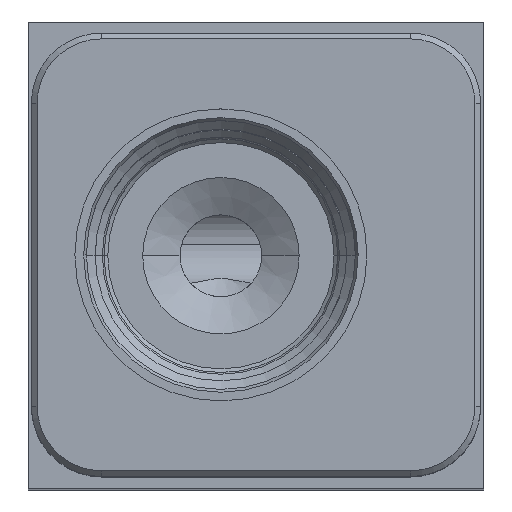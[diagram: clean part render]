
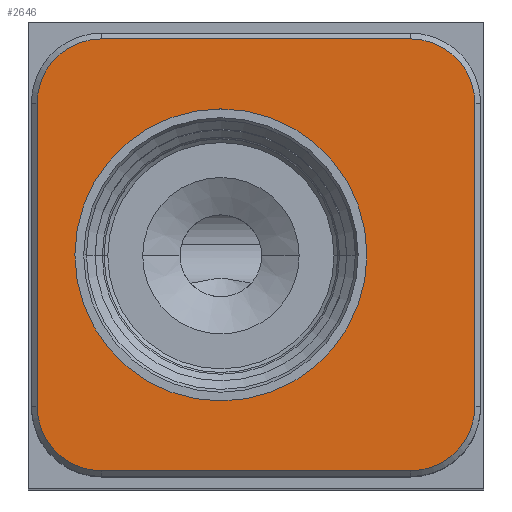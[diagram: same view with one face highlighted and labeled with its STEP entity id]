
A CAD part, top view. The second image highlights one B-rep face of the part: STEP entity #2646.
In plain terms, the highlighted planar face has unit normal (0, 0, 1).
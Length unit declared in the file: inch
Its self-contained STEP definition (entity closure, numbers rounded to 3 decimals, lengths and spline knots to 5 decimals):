
#283=CARTESIAN_POINT('',(2.047,-2.062,5.094));
#284=DIRECTION('',(0.,0.,-1.));
#285=DIRECTION('',(1.,0.,0.));
#286=AXIS2_PLACEMENT_3D('',#283,#284,#285);
#297=CARTESIAN_POINT('',(1.031,-1.25,5.094));
#298=DIRECTION('',(0.,0.,-1.));
#299=DIRECTION('',(-1.,0.,0.));
#300=AXIS2_PLACEMENT_3D('',#297,#298,#299);
#302=CARTESIAN_POINT('',(1.031,-1.25,5.094));
#303=DIRECTION('',(0.,0.,-1.));
#304=DIRECTION('',(1.,0.,0.));
#305=AXIS2_PLACEMENT_3D('',#302,#303,#304);
#1994=DIRECTION('',(-1.,0.,0.));
#1995=VECTOR('',#1994,1.656);
#1996=CARTESIAN_POINT('',(2.047,-2.406,5.094));
#1997=LINE('',#1996,#1995);
#2014=CARTESIAN_POINT('',(0.391,-2.062,5.094));
#2015=DIRECTION('',(0.,0.,-1.));
#2016=DIRECTION('',(0.,-1.,0.));
#2017=AXIS2_PLACEMENT_3D('',#2014,#2015,#2016);
#2032=DIRECTION('',(0.,1.,0.));
#2033=VECTOR('',#2032,1.625);
#2034=CARTESIAN_POINT('',(0.047,-2.062,5.094));
#2035=LINE('',#2034,#2033);
#2048=CARTESIAN_POINT('',(0.391,-0.437,5.094));
#2049=DIRECTION('',(0.,0.,-1.));
#2050=DIRECTION('',(-1.,0.,0.));
#2051=AXIS2_PLACEMENT_3D('',#2048,#2049,#2050);
#2062=DIRECTION('',(1.,0.,0.));
#2063=VECTOR('',#2062,1.656);
#2064=CARTESIAN_POINT('',(0.391,-0.093,5.094));
#2065=LINE('',#2064,#2063);
#2082=CARTESIAN_POINT('',(2.047,-0.437,5.094));
#2083=DIRECTION('',(0.,0.,-1.));
#2084=DIRECTION('',(0.,1.,0.));
#2085=AXIS2_PLACEMENT_3D('',#2082,#2083,#2084);
#2096=DIRECTION('',(0.,-1.,0.));
#2097=VECTOR('',#2096,1.625);
#2098=CARTESIAN_POINT('',(2.391,-0.437,5.094));
#2099=LINE('',#2098,#2097);
#2164=CARTESIAN_POINT('',(0.249,-1.25,5.094));
#2165=CARTESIAN_POINT('',(1.813,-1.25,5.094));
#2166=VERTEX_POINT('',#2164);
#2167=VERTEX_POINT('',#2165);
#2200=CARTESIAN_POINT('',(0.047,-2.062,5.094));
#2201=CARTESIAN_POINT('',(0.047,-0.437,5.094));
#2202=VERTEX_POINT('',#2200);
#2203=VERTEX_POINT('',#2201);
#2208=CARTESIAN_POINT('',(0.391,-0.093,5.094));
#2209=VERTEX_POINT('',#2208);
#2212=CARTESIAN_POINT('',(2.047,-0.093,5.094));
#2213=VERTEX_POINT('',#2212);
#2216=CARTESIAN_POINT('',(2.391,-0.437,5.094));
#2217=VERTEX_POINT('',#2216);
#2220=CARTESIAN_POINT('',(2.391,-2.062,5.094));
#2221=VERTEX_POINT('',#2220);
#2224=CARTESIAN_POINT('',(2.047,-2.406,5.094));
#2225=VERTEX_POINT('',#2224);
#2228=CARTESIAN_POINT('',(0.391,-2.406,5.094));
#2229=VERTEX_POINT('',#2228);
#2618=CARTESIAN_POINT('',(0.,0.,5.094));
#2619=DIRECTION('',(0.,0.,1.));
#2620=DIRECTION('',(1.,0.,0.));
#2621=AXIS2_PLACEMENT_3D('',#2618,#2619,#2620);
#2622=PLANE('',#2621);
#2623=ORIENTED_EDGE('',*,*,#2608,.T.);
#2625=ORIENTED_EDGE('',*,*,#2624,.T.);
#2627=ORIENTED_EDGE('',*,*,#2626,.T.);
#2629=ORIENTED_EDGE('',*,*,#2628,.T.);
#2631=ORIENTED_EDGE('',*,*,#2630,.T.);
#2633=ORIENTED_EDGE('',*,*,#2632,.T.);
#2635=ORIENTED_EDGE('',*,*,#2634,.T.);
#2637=ORIENTED_EDGE('',*,*,#2636,.T.);
#2638=EDGE_LOOP('',(#2623,#2625,#2627,#2629,#2631,#2633,#2635,#2637));
#2639=FACE_OUTER_BOUND('',#2638,.F.);
#2641=ORIENTED_EDGE('',*,*,#2640,.F.);
#2643=ORIENTED_EDGE('',*,*,#2642,.F.);
#2644=EDGE_LOOP('',(#2641,#2643));
#2645=FACE_BOUND('',#2644,.F.);
#2646=ADVANCED_FACE('',(#2639,#2645),#2622,.T.);
#287=CIRCLE('',#286,0.344);
#301=CIRCLE('',#300,0.782);
#306=CIRCLE('',#305,0.782);
#2018=CIRCLE('',#2017,0.344);
#2052=CIRCLE('',#2051,0.344);
#2086=CIRCLE('',#2085,0.344);
#2608=EDGE_CURVE('',#2221,#2225,#287,.T.);
#2624=EDGE_CURVE('',#2225,#2229,#1997,.T.);
#2626=EDGE_CURVE('',#2229,#2202,#2018,.T.);
#2628=EDGE_CURVE('',#2202,#2203,#2035,.T.);
#2630=EDGE_CURVE('',#2203,#2209,#2052,.T.);
#2632=EDGE_CURVE('',#2209,#2213,#2065,.T.);
#2634=EDGE_CURVE('',#2213,#2217,#2086,.T.);
#2636=EDGE_CURVE('',#2217,#2221,#2099,.T.);
#2640=EDGE_CURVE('',#2166,#2167,#301,.T.);
#2642=EDGE_CURVE('',#2167,#2166,#306,.T.);
